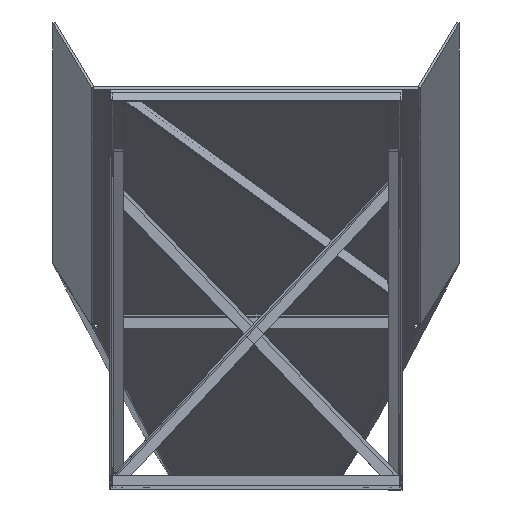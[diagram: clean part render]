
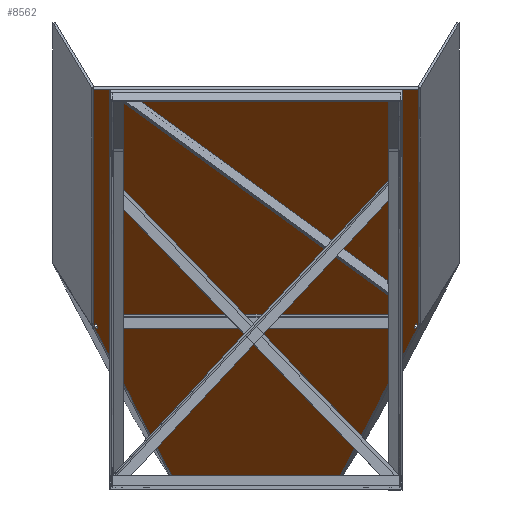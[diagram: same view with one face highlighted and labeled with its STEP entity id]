
A CAD part, top view. The second image highlights one B-rep face of the part: STEP entity #8562.
In plain terms, the highlighted free-form (B-spline) face has degree [1, 1] with [2, 2] control points.
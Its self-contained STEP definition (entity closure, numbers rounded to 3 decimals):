
#6886 = VERTEX_POINT('',#6887);
#6887 = CARTESIAN_POINT('',(-20.856,275.765,
    -69.52));
#6894 = EDGE_CURVE('',#6895,#6886,#6897,.T.);
#6895 = VERTEX_POINT('',#6896);
#6896 = CARTESIAN_POINT('',(-20.809,275.584,
    -69.78));
#6897 = ( BOUNDED_CURVE() B_SPLINE_CURVE(2,(#6898,#6899,#6900),
.UNSPECIFIED.,.F.,.F.) B_SPLINE_CURVE_WITH_KNOTS((3,3),(0.,
0.291),.PIECEWISE_BEZIER_KNOTS.) CURVE() 
GEOMETRIC_REPRESENTATION_ITEM() RATIONAL_B_SPLINE_CURVE((1.,
0.989,1.)) REPRESENTATION_ITEM('') );
#6898 = CARTESIAN_POINT('',(-20.809,275.584,
    -69.78));
#6899 = CARTESIAN_POINT('',(-20.809,275.677,
    -69.647));
#6900 = CARTESIAN_POINT('',(-20.856,275.765,
    -69.52));
#6925 = EDGE_CURVE('',#6926,#6895,#6928,.T.);
#6926 = VERTEX_POINT('',#6927);
#6927 = CARTESIAN_POINT('',(-21.595,274.979,
    -70.647));
#6928 = ( BOUNDED_CURVE() B_SPLINE_CURVE(2,(#6929,#6930,#6931),
.UNSPECIFIED.,.F.,.F.) B_SPLINE_CURVE_WITH_KNOTS((3,3),(5.004,
6.283),.PIECEWISE_BEZIER_KNOTS.) CURVE() 
GEOMETRIC_REPRESENTATION_ITEM() RATIONAL_B_SPLINE_CURVE((1.,
0.802,1.)) REPRESENTATION_ITEM('') );
#6929 = CARTESIAN_POINT('',(-21.595,274.979,
    -70.647));
#6930 = CARTESIAN_POINT('',(-20.809,275.114,
    -70.453));
#6931 = CARTESIAN_POINT('',(-20.809,275.584,
    -69.78));
#6958 = VERTEX_POINT('',#6959);
#6959 = CARTESIAN_POINT('',(-25.585,274.294,
    -71.628));
#6966 = EDGE_CURVE('',#6958,#6926,#6967,.T.);
#6967 = B_SPLINE_CURVE_WITH_KNOTS('',1,(#6968,#6969),.UNSPECIFIED.,.F.,
  .F.,(2,2),(-140.636,-136.14),.PIECEWISE_BEZIER_KNOTS.);
#6968 = CARTESIAN_POINT('',(-25.585,274.294,
    -71.628));
#6969 = CARTESIAN_POINT('',(-21.595,274.979,
    -70.647));
#7192 = VERTEX_POINT('',#7193);
#7193 = CARTESIAN_POINT('',(111.997,11.773,
    -447.662));
#7248 = VERTEX_POINT('',#7249);
#7249 = CARTESIAN_POINT('',(384.089,11.773,
    -447.662));
#7256 = EDGE_CURVE('',#7248,#7192,#7257,.T.);
#7257 = B_SPLINE_CURVE_WITH_KNOTS('',1,(#7258,#7259),.UNSPECIFIED.,.F.,
  .F.,(2,2),(-146.828,146.828),.PIECEWISE_BEZIER_KNOTS.);
#7258 = CARTESIAN_POINT('',(384.089,11.773,
    -447.662));
#7259 = CARTESIAN_POINT('',(111.997,11.773,
    -447.662));
#7508 = VERTEX_POINT('',#7509);
#7509 = CARTESIAN_POINT('',(521.671,274.294,
    -71.628));
#7538 = VERTEX_POINT('',#7539);
#7539 = CARTESIAN_POINT('',(517.681,274.979,
    -70.647));
#7546 = EDGE_CURVE('',#7538,#7508,#7547,.T.);
#7547 = B_SPLINE_CURVE_WITH_KNOTS('',1,(#7548,#7549),.UNSPECIFIED.,.F.,
  .F.,(2,2),(136.14,140.636),.PIECEWISE_BEZIER_KNOTS.);
#7548 = CARTESIAN_POINT('',(517.681,274.979,
    -70.647));
#7549 = CARTESIAN_POINT('',(521.671,274.294,
    -71.628));
#7574 = EDGE_CURVE('',#7575,#7538,#7577,.T.);
#7575 = VERTEX_POINT('',#7576);
#7576 = CARTESIAN_POINT('',(516.942,275.765,
    -69.52));
#7577 = ( BOUNDED_CURVE() B_SPLINE_CURVE(2,(#7578,#7579,#7580),
.UNSPECIFIED.,.F.,.F.) B_SPLINE_CURVE_WITH_KNOTS((3,3),(2.85,
4.421),.PIECEWISE_BEZIER_KNOTS.) CURVE() 
GEOMETRIC_REPRESENTATION_ITEM() RATIONAL_B_SPLINE_CURVE((1.,
0.707,1.)) REPRESENTATION_ITEM('') );
#7578 = CARTESIAN_POINT('',(516.942,275.765,
    -69.52));
#7579 = CARTESIAN_POINT('',(516.625,275.161,
    -70.387));
#7580 = CARTESIAN_POINT('',(517.681,274.979,
    -70.647));
#7598 = VERTEX_POINT('',#7599);
#7599 = CARTESIAN_POINT('',(519.369,280.396,
    -62.887));
#7606 = EDGE_CURVE('',#7598,#7575,#7607,.T.);
#7607 = B_SPLINE_CURVE_WITH_KNOTS('',1,(#7608,#7609),.UNSPECIFIED.,.F.,
  .F.,(2,2),(-569.238,-560.123),.PIECEWISE_BEZIER_KNOTS.);
#7608 = CARTESIAN_POINT('',(519.369,280.396,
    -62.887));
#7609 = CARTESIAN_POINT('',(516.942,275.765,
    -69.52));
#7634 = EDGE_CURVE('',#7635,#7598,#7637,.T.);
#7635 = VERTEX_POINT('',#7636);
#7636 = CARTESIAN_POINT('',(520.742,280.82,
    -62.281));
#7637 = ( BOUNDED_CURVE() B_SPLINE_CURVE(2,(#7638,#7639,#7640),
.UNSPECIFIED.,.F.,.F.) B_SPLINE_CURVE_WITH_KNOTS((3,3),(1.279,
2.85),.PIECEWISE_BEZIER_KNOTS.) CURVE() 
GEOMETRIC_REPRESENTATION_ITEM() RATIONAL_B_SPLINE_CURVE((1.,
0.707,1.)) REPRESENTATION_ITEM('') );
#7638 = CARTESIAN_POINT('',(520.742,280.82,
    -62.281));
#7639 = CARTESIAN_POINT('',(519.686,281.001,
    -62.021));
#7640 = CARTESIAN_POINT('',(519.369,280.396,
    -62.887));
#7658 = VERTEX_POINT('',#7659);
#7659 = CARTESIAN_POINT('',(523.199,280.398,
    -62.885));
#7666 = EDGE_CURVE('',#7658,#7635,#7667,.T.);
#7667 = B_SPLINE_CURVE_WITH_KNOTS('',1,(#7668,#7669),.UNSPECIFIED.,.F.,
  .F.,(2,2),(-138.908,-136.14),.PIECEWISE_BEZIER_KNOTS.);
#7668 = CARTESIAN_POINT('',(523.199,280.398,
    -62.885));
#7669 = CARTESIAN_POINT('',(520.742,280.82,
    -62.281));
#7918 = VERTEX_POINT('',#7919);
#7919 = CARTESIAN_POINT('',(523.199,680.077,
    509.614));
#7948 = VERTEX_POINT('',#7949);
#7949 = CARTESIAN_POINT('',(-27.113,680.077,
    509.614));
#7956 = EDGE_CURVE('',#7948,#7918,#7957,.T.);
#7957 = B_SPLINE_CURVE_WITH_KNOTS('',1,(#7958,#7959),.UNSPECIFIED.,.F.,
  .F.,(2,2),(-296.962,296.962),.PIECEWISE_BEZIER_KNOTS.);
#7958 = CARTESIAN_POINT('',(-27.113,680.077,
    509.614));
#7959 = CARTESIAN_POINT('',(523.199,680.077,
    509.614));
#7976 = EDGE_CURVE('',#6886,#7977,#7979,.T.);
#7977 = VERTEX_POINT('',#7978);
#7978 = CARTESIAN_POINT('',(-23.283,280.396,
    -62.887));
#7979 = B_SPLINE_CURVE_WITH_KNOTS('',1,(#7980,#7981),.UNSPECIFIED.,.F.,
  .F.,(2,2),(560.123,569.238),.PIECEWISE_BEZIER_KNOTS.);
#7980 = CARTESIAN_POINT('',(-20.856,275.765,
    -69.52));
#7981 = CARTESIAN_POINT('',(-23.283,280.396,
    -62.887));
#8012 = VERTEX_POINT('',#8013);
#8013 = CARTESIAN_POINT('',(-24.656,280.82,
    -62.281));
#8018 = EDGE_CURVE('',#7977,#8012,#8019,.T.);
#8019 = ( BOUNDED_CURVE() B_SPLINE_CURVE(2,(#8020,#8021,#8022),
.UNSPECIFIED.,.F.,.F.) B_SPLINE_CURVE_WITH_KNOTS((3,3),(0.291,
1.862),.PIECEWISE_BEZIER_KNOTS.) CURVE() 
GEOMETRIC_REPRESENTATION_ITEM() RATIONAL_B_SPLINE_CURVE((1.,
0.707,1.)) REPRESENTATION_ITEM('') );
#8020 = CARTESIAN_POINT('',(-23.283,280.396,
    -62.887));
#8021 = CARTESIAN_POINT('',(-23.6,281.001,
    -62.021));
#8022 = CARTESIAN_POINT('',(-24.656,280.82,
    -62.281));
#8036 = EDGE_CURVE('',#8012,#8037,#8039,.T.);
#8037 = VERTEX_POINT('',#8038);
#8038 = CARTESIAN_POINT('',(-27.113,280.398,
    -62.885));
#8039 = B_SPLINE_CURVE_WITH_KNOTS('',1,(#8040,#8041),.UNSPECIFIED.,.F.,
  .F.,(2,2),(136.14,138.908),.PIECEWISE_BEZIER_KNOTS.);
#8040 = CARTESIAN_POINT('',(-24.656,280.82,
    -62.281));
#8041 = CARTESIAN_POINT('',(-27.113,280.398,
    -62.885));
#8562 = ADVANCED_FACE('',(#8563),#8598,.T.);
#8563 = FACE_BOUND('',#8564,.T.);
#8564 = EDGE_LOOP('',(#8565,#8566,#8571,#8572,#8573,#8574,#8575,#8576,
    #8577,#8582,#8583,#8588,#8589,#8590,#8591,#8592,#8593));
#8565 = ORIENTED_EDGE('',*,*,#7956,.F.);
#8566 = ORIENTED_EDGE('',*,*,#8567,.F.);
#8567 = EDGE_CURVE('',#8037,#7948,#8568,.T.);
#8568 = B_SPLINE_CURVE_WITH_KNOTS('',1,(#8569,#8570),.UNSPECIFIED.,.F.,
  .F.,(2,2),(506.457,1260.),.PIECEWISE_BEZIER_KNOTS.);
#8569 = CARTESIAN_POINT('',(-27.113,280.398,
    -62.885));
#8570 = CARTESIAN_POINT('',(-27.113,680.077,
    509.614));
#8571 = ORIENTED_EDGE('',*,*,#8036,.F.);
#8572 = ORIENTED_EDGE('',*,*,#8018,.F.);
#8573 = ORIENTED_EDGE('',*,*,#7976,.F.);
#8574 = ORIENTED_EDGE('',*,*,#6894,.F.);
#8575 = ORIENTED_EDGE('',*,*,#6925,.F.);
#8576 = ORIENTED_EDGE('',*,*,#6966,.F.);
#8577 = ORIENTED_EDGE('',*,*,#8578,.F.);
#8578 = EDGE_CURVE('',#7192,#6958,#8579,.T.);
#8579 = B_SPLINE_CURVE_WITH_KNOTS('',1,(#8580,#8581),.UNSPECIFIED.,.F.,
  .F.,(2,2),(42.191,558.932),.PIECEWISE_BEZIER_KNOTS.);
#8580 = CARTESIAN_POINT('',(111.997,11.773,
    -447.662));
#8581 = CARTESIAN_POINT('',(-25.585,274.294,
    -71.628));
#8582 = ORIENTED_EDGE('',*,*,#7256,.F.);
#8583 = ORIENTED_EDGE('',*,*,#8584,.F.);
#8584 = EDGE_CURVE('',#7508,#7248,#8585,.T.);
#8585 = B_SPLINE_CURVE_WITH_KNOTS('',1,(#8586,#8587),.UNSPECIFIED.,.F.,
  .F.,(2,2),(-558.932,-42.191),.PIECEWISE_BEZIER_KNOTS.);
#8586 = CARTESIAN_POINT('',(521.671,274.294,
    -71.628));
#8587 = CARTESIAN_POINT('',(384.089,11.773,
    -447.662));
#8588 = ORIENTED_EDGE('',*,*,#7546,.F.);
#8589 = ORIENTED_EDGE('',*,*,#7574,.F.);
#8590 = ORIENTED_EDGE('',*,*,#7606,.F.);
#8591 = ORIENTED_EDGE('',*,*,#7634,.F.);
#8592 = ORIENTED_EDGE('',*,*,#7666,.F.);
#8593 = ORIENTED_EDGE('',*,*,#8594,.F.);
#8594 = EDGE_CURVE('',#7918,#7658,#8595,.T.);
#8595 = B_SPLINE_CURVE_WITH_KNOTS('',1,(#8596,#8597),.UNSPECIFIED.,.F.,
  .F.,(2,2),(-1260.,-506.457),.PIECEWISE_BEZIER_KNOTS.);
#8596 = CARTESIAN_POINT('',(523.199,680.077,
    509.614));
#8597 = CARTESIAN_POINT('',(523.199,280.398,
    -62.885));
#8598 = B_SPLINE_SURFACE_WITH_KNOTS('',1,1,(
    (#8599,#8600)
    ,(#8601,#8602
    )),.UNSPECIFIED.,.F.,.F.,.F.,(2,2),(2,2),(-296.962,
    296.962),(0.,1260.),
  .PIECEWISE_BEZIER_KNOTS.);
#8599 = CARTESIAN_POINT('',(-27.113,11.773,
    -447.662));
#8600 = CARTESIAN_POINT('',(-27.113,680.077,
    509.614));
#8601 = CARTESIAN_POINT('',(523.199,11.773,
    -447.662));
#8602 = CARTESIAN_POINT('',(523.199,680.077,
    509.614));
